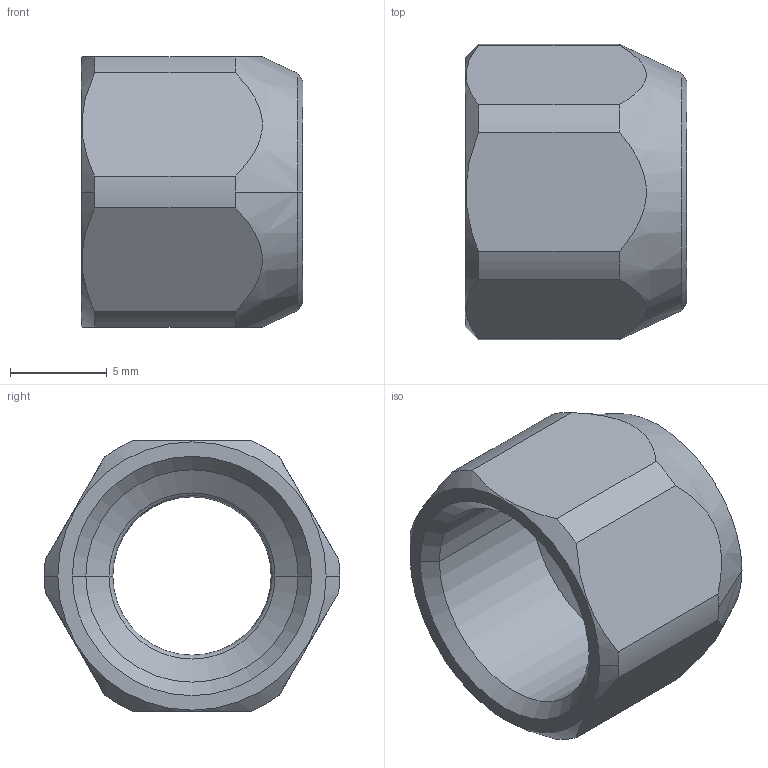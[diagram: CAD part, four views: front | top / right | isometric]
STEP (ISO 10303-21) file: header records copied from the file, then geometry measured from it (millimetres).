
FILE_DESCRIPTION(( 'CX.10.08.06.stp' ), '1');
FILE_NAME( 'CX.10.08.06.stp', '2018-08-24T14:34:41',( 'Sopra'),('sopra-pneumatic.com'), 'SwSTEP 2.0','SolidWorks 2009','' );
FILE_SCHEMA(('CONFIG_CONTROL_DESIGN'));
Length unit declared in the file: millimetre
Products named in the file (1): 260008_170X4-8-0-M12X1
Bounding box: 11.5 x 15.3 x 14 mm (x, y, z)
Volume: 891.2 mm3; surface area: 1026.7 mm2
Topology: 1 solids, 1 shells, 32 faces, 78 edges, 48 vertices
Faces by surface type: cone 12, cylinder 10, plane 8, torus 2
Entity records: 1046 total; most frequent: CARTESIAN_POINT 242, DIRECTION 168, ORIENTED_EDGE 156, EDGE_CURVE 78, AXIS2_PLACEMENT_3D 70, VERTEX_POINT 48, CIRCLE 38, EDGE_LOOP 34
